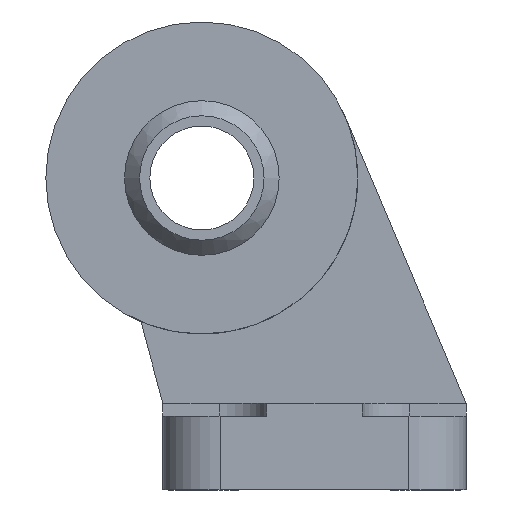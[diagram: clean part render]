
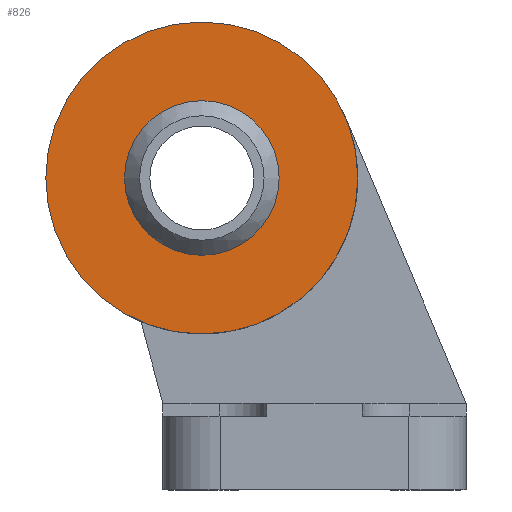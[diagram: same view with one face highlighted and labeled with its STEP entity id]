
A CAD part, left-side view. The second image highlights one B-rep face of the part: STEP entity #826.
In plain terms, the highlighted planar face has unit normal (-1, 0, 0).
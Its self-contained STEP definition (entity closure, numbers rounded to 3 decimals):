
#171=PLANE('',#908);
#197=FACE_BOUND('',#298,.T.);
#235=FACE_OUTER_BOUND('',#297,.T.);
#297=EDGE_LOOP('',(#675));
#298=EDGE_LOOP('',(#676));
#318=CIRCLE('',#846,8.92);
#350=CIRCLE('',#905,18.);
#354=VERTEX_POINT('',#1162);
#424=VERTEX_POINT('',#1351);
#428=EDGE_CURVE('',#354,#354,#318,.T.);
#520=EDGE_CURVE('',#424,#424,#350,.T.);
#675=ORIENTED_EDGE('',*,*,#520,.F.);
#676=ORIENTED_EDGE('',*,*,#428,.T.);
#826=ADVANCED_FACE('',(#235,#197),#171,.F.);
#846=AXIS2_PLACEMENT_3D('',#1163,#934,#935);
#905=AXIS2_PLACEMENT_3D('',#1352,#1112,#1113);
#908=AXIS2_PLACEMENT_3D('',#1355,#1118,#1119);
#934=DIRECTION('center_axis',(1.,0.,0.));
#935=DIRECTION('ref_axis',(0.,0.,
-1.));
#1112=DIRECTION('center_axis',(1.,0.,0.));
#1113=DIRECTION('ref_axis',(0.,0.,
-1.));
#1118=DIRECTION('center_axis',(1.,0.,0.));
#1119=DIRECTION('ref_axis',(0.,0.,-1.));
#1162=CARTESIAN_POINT('',(-6.,13.,44.92));
#1163=CARTESIAN_POINT('Origin',(-6.,13.,36.));
#1351=CARTESIAN_POINT('',(-6.,13.,54.));
#1352=CARTESIAN_POINT('Origin',(-6.,13.,36.));
#1355=CARTESIAN_POINT('Origin',(-6.,13.,36.));
